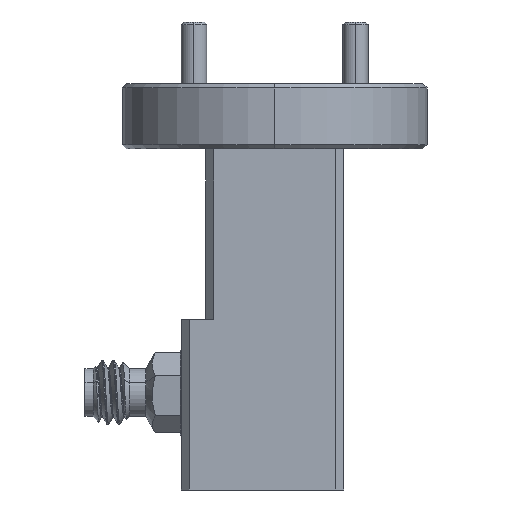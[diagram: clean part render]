
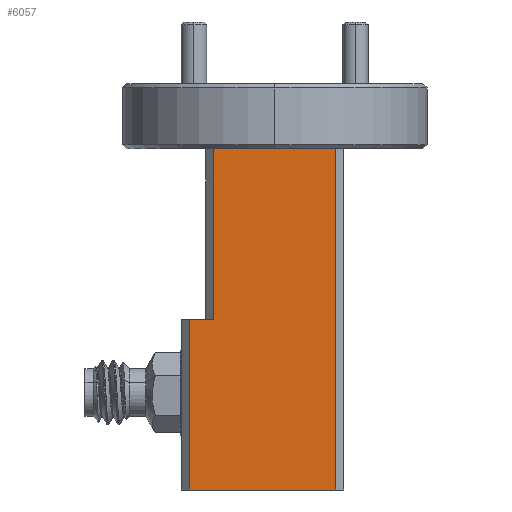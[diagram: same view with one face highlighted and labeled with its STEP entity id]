
A CAD part, left-side view. The second image highlights one B-rep face of the part: STEP entity #6057.
In plain terms, the highlighted planar face has unit normal (-1, 0, 0).
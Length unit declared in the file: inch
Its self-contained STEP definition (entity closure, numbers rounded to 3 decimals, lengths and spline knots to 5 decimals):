
#25 = LINE ( 'NONE', #4419, #1899 ) ;
#66 = CARTESIAN_POINT ( 'NONE',  ( -0.17, 0.21, -1. ) ) ;
#233 = EDGE_LOOP ( 'NONE', ( #3580, #3272, #3486, #1205, #4195, #4661 ) ) ;
#446 = CARTESIAN_POINT ( 'NONE',  ( -0.17, 0.21, -2.52498 ) ) ;
#689 = CARTESIAN_POINT ( 'NONE',  ( -0.17, 0.15, -0.58 ) ) ;
#800 = VECTOR ( 'NONE', #3187, 39.37008 ) ;
#885 = VERTEX_POINT ( 'NONE', #66 ) ;
#1137 = CARTESIAN_POINT ( 'NONE',  ( -0.17, 0.15, -0.16 ) ) ;
#1205 = ORIENTED_EDGE ( 'NONE', *, *, #3196, .T. ) ;
#1672 = LINE ( 'NONE', #689, #4865 ) ;
#1699 = CARTESIAN_POINT ( 'NONE',  ( -0.17, -0.17, -1. ) ) ;
#1736 = DIRECTION ( 'NONE',  ( 0., 0., -1. ) ) ;
#1867 = EDGE_CURVE ( 'NONE', #4452, #5277, #5648, .T. ) ;
#1899 = VECTOR ( 'NONE', #3468, 39.37008 ) ;
#2150 = LINE ( 'NONE', #1699, #3557 ) ;
#2288 = LINE ( 'NONE', #446, #4355 ) ;
#2380 = DIRECTION ( 'NONE',  ( 0., 0., -1. ) ) ;
#2608 = CARTESIAN_POINT ( 'NONE',  ( -0.17, -0.71037, -0.58 ) ) ;
#2687 = DIRECTION ( 'NONE',  ( 1., 0., 0. ) ) ;
#2821 = DIRECTION ( 'NONE',  ( 0., 0., 1. ) ) ;
#2998 = CARTESIAN_POINT ( 'NONE',  ( -0.17, -0.15, -1. ) ) ;
#3041 = EDGE_CURVE ( 'NONE', #3613, #6051, #5162, .T. ) ;
#3052 = VECTOR ( 'NONE', #2821, 39.37008 ) ;
#3172 = CARTESIAN_POINT ( 'NONE',  ( -0.17, -0.17, -2.52498 ) ) ;
#3187 = DIRECTION ( 'NONE',  ( 0., 1., 0. ) ) ;
#3196 = EDGE_CURVE ( 'NONE', #6051, #885, #2288, .T. ) ;
#3272 = ORIENTED_EDGE ( 'NONE', *, *, #6060, .T. ) ;
#3468 = DIRECTION ( 'NONE',  ( 0., 1., 0. ) ) ;
#3486 = ORIENTED_EDGE ( 'NONE', *, *, #3041, .T. ) ;
#3557 = VECTOR ( 'NONE', #6061, 39.37008 ) ;
#3580 = ORIENTED_EDGE ( 'NONE', *, *, #4032, .T. ) ;
#3613 = VERTEX_POINT ( 'NONE', #3933 ) ;
#3933 = CARTESIAN_POINT ( 'NONE',  ( -0.17, 0.15, -0.58 ) ) ;
#4032 = EDGE_CURVE ( 'NONE', #5277, #5234, #25, .T. ) ;
#4195 = ORIENTED_EDGE ( 'NONE', *, *, #6026, .T. ) ;
#4355 = VECTOR ( 'NONE', #2380, 39.37008 ) ;
#4419 = CARTESIAN_POINT ( 'NONE',  ( -0.17, -0.17, -0.16 ) ) ;
#4452 = VERTEX_POINT ( 'NONE', #2998 ) ;
#4641 = CARTESIAN_POINT ( 'NONE',  ( -0.17, 0.21, -0.58 ) ) ;
#4661 = ORIENTED_EDGE ( 'NONE', *, *, #1867, .T. ) ;
#4702 = CARTESIAN_POINT ( 'NONE',  ( -0.17, -0.15, -0.16 ) ) ;
#4865 = VECTOR ( 'NONE', #1736, 39.37008 ) ;
#5162 = LINE ( 'NONE', #2608, #800 ) ;
#5234 = VERTEX_POINT ( 'NONE', #1137 ) ;
#5277 = VERTEX_POINT ( 'NONE', #4702 ) ;
#5535 = DIRECTION ( 'NONE',  ( 0., -1., 0. ) ) ;
#5635 = PLANE ( 'NONE',  #5793 ) ;
#5648 = LINE ( 'NONE', #5679, #3052 ) ;
#5679 = CARTESIAN_POINT ( 'NONE',  ( -0.17, -0.15, -2.52498 ) ) ;
#5793 = AXIS2_PLACEMENT_3D ( 'NONE', #3172, #2687, #5535 ) ;
#6026 = EDGE_CURVE ( 'NONE', #885, #4452, #2150, .T. ) ;
#6051 = VERTEX_POINT ( 'NONE', #4641 ) ;
#6057 = ADVANCED_FACE ( 'NONE', ( #6089 ), #5635, .F. ) ;
#6060 = EDGE_CURVE ( 'NONE', #5234, #3613, #1672, .T. ) ;
#6061 = DIRECTION ( 'NONE',  ( 0., -1., 0. ) ) ;
#6089 = FACE_OUTER_BOUND ( 'NONE', #233, .T. ) ;
